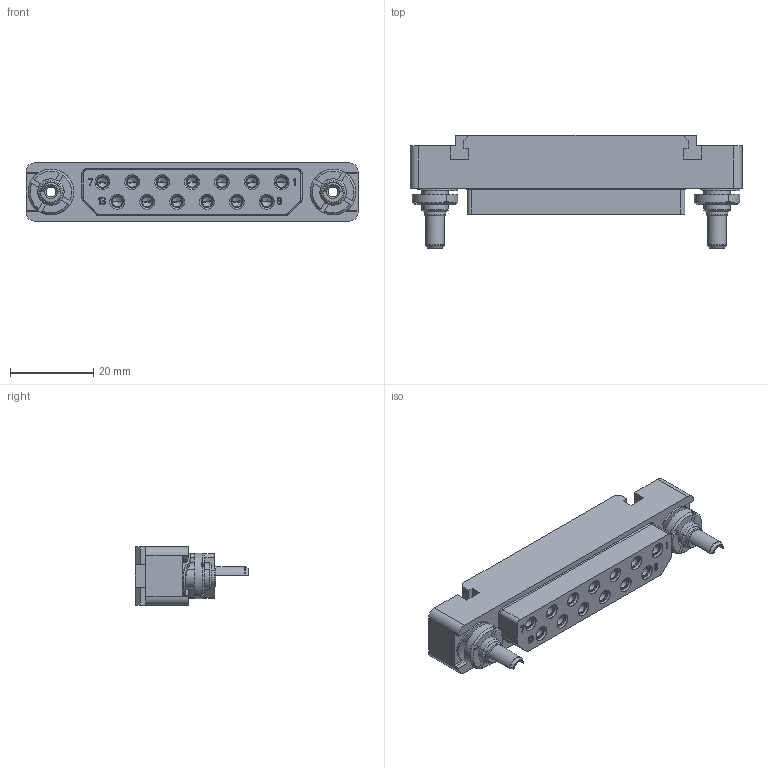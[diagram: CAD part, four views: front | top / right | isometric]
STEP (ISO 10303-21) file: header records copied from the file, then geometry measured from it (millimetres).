
FILE_DESCRIPTION((''),'2;1');
FILE_NAME('1900ND05S2B00B','2020-08-03T',('presta_be4'),(''),'CREO PARAMETRIC BY PTC INC, 2018360','CREO PARAMETRIC BY PTC INC, 2018360','');
FILE_SCHEMA(('CONFIG_CONTROL_DESIGN'));
Products named in the file (1): 1900ND05S2B00B
Bounding box: 80 x 27.27 x 14 mm (x, y, z)
Volume: 14041.9 mm3; surface area: 13340.1 mm2
Topology: 3 solids, 3 shells, 2064 faces, 5540 edges, 3542 vertices
Faces by surface type: plane 1078, cylinder 596, cone 226, torus 82, bspline 56, extrusion 26
Entity records: 70479 total; most frequent: CARTESIAN_POINT 19191, ORIENTED_EDGE 10968, DIRECTION 10281, EDGE_CURVE 5484, VERTEX_POINT 3542, AXIS2_PLACEMENT_3D 3440, VECTOR 3401, LINE 3375
